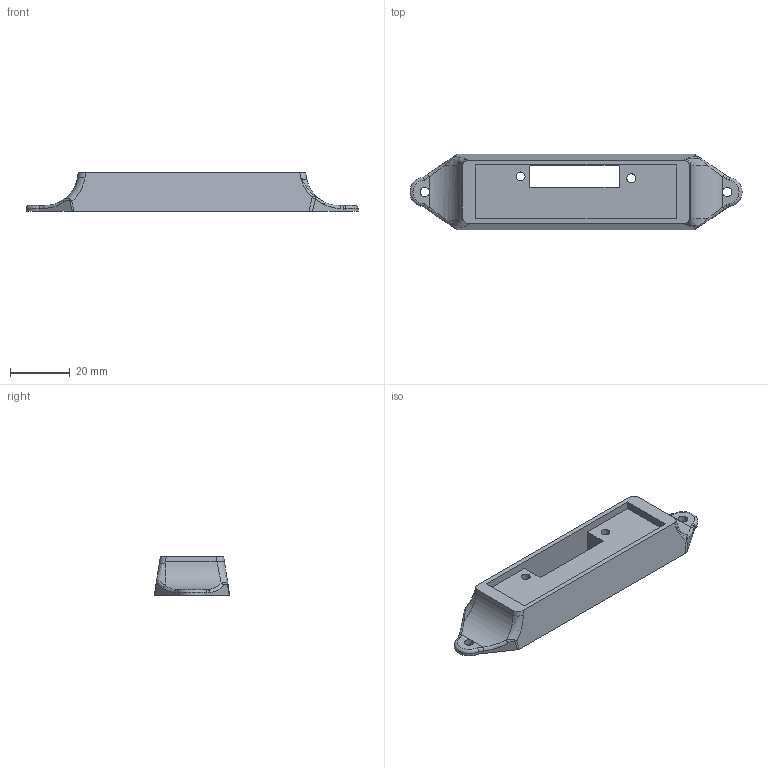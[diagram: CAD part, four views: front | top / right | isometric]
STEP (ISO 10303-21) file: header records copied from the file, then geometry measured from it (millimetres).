
FILE_DESCRIPTION(/* description */ (''),/* implementation_level */ '2;1');
FILE_NAME(/* name */ '8 IR Array Holder.step',/* time_stamp */ '2026-01-02T11:57:40+01:00',/* author */ (''),/* organization */ (''),/* preprocessor_version */ 'ST-DEVELOPER v20.1',/* originating_system */ 'Autodesk Translation Framework v14.21.0.0',/* authorisation */ '');
FILE_SCHEMA (('AUTOMOTIVE_DESIGN { 1 0 10303 214 3 1 1 }'));
Length unit declared in the file: millimetre
Products named in the file (1): ir Array Holder 
Bounding box: 111.43 x 25.34 x 13.05 mm (x, y, z)
Volume: 19678.4 mm3; surface area: 8145.6 mm2
Topology: 1 solids, 1 shells, 62 faces, 163 edges, 99 vertices
Faces by surface type: cylinder 22, plane 20, bspline 16, torus 4
Full cylindrical faces by diameter (mm): 3 x2, 3.2 x2
Entity records: 2406 total; most frequent: CARTESIAN_POINT 884, ORIENTED_EDGE 322, DIRECTION 294, EDGE_CURVE 161, AXIS2_PLACEMENT_3D 110, VERTEX_POINT 99, LINE 74, VECTOR 74
